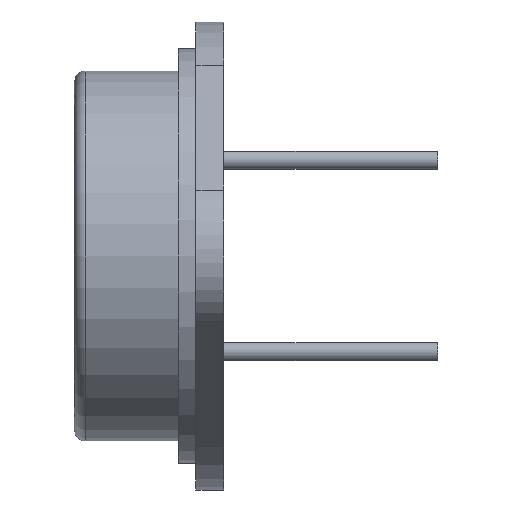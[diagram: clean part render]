
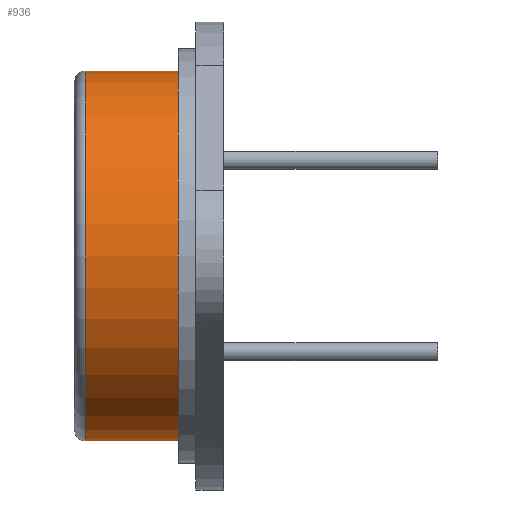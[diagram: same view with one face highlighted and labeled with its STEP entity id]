
A CAD part, left-side view. The second image highlights one B-rep face of the part: STEP entity #936.
In plain terms, the highlighted cylindrical face has radius 10.541 mm (diameter 21.082 mm), a partial arc.
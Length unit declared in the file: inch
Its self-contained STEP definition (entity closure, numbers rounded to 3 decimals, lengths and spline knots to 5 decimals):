
#11 = AXIS2_PLACEMENT_3D ( 'NONE', #680, #554, #1276 ) ;
#16 = CIRCLE ( 'NONE', #692, 0.415 ) ;
#44 = LINE ( 'NONE', #535, #537 ) ;
#58 = CARTESIAN_POINT ( 'NONE',  ( 0., 0.1025, 0. ) ) ;
#144 = EDGE_LOOP ( 'NONE', ( #644, #368, #386, #590 ) ) ;
#268 = VERTEX_POINT ( 'NONE', #773 ) ;
#278 = AXIS2_PLACEMENT_3D ( 'NONE', #756, #470, #905 ) ;
#339 = VECTOR ( 'NONE', #582, 39.37008 ) ;
#340 = DIRECTION ( 'NONE',  ( 0., -1., 0. ) ) ;
#354 = EDGE_CURVE ( 'NONE', #1122, #268, #1235, .T. ) ;
#368 = ORIENTED_EDGE ( 'NONE', *, *, #943, .T. ) ;
#386 = ORIENTED_EDGE ( 'NONE', *, *, #354, .T. ) ;
#447 = DIRECTION ( 'NONE',  ( 0., 0., 1. ) ) ;
#448 = CYLINDRICAL_SURFACE ( 'NONE', #278, 0.415 ) ;
#460 = FACE_OUTER_BOUND ( 'NONE', #144, .T. ) ;
#470 = DIRECTION ( 'NONE',  ( 0., -1., 0. ) ) ;
#535 = CARTESIAN_POINT ( 'NONE',  ( 0., 1.8438, 0.415 ) ) ;
#537 = VECTOR ( 'NONE', #340, 39.37008 ) ;
#554 = DIRECTION ( 'NONE',  ( 0., -1., 0. ) ) ;
#582 = DIRECTION ( 'NONE',  ( 0., -1., 0. ) ) ;
#590 = ORIENTED_EDGE ( 'NONE', *, *, #980, .T. ) ;
#599 = CARTESIAN_POINT ( 'NONE',  ( 0., 0.1025, 0.415 ) ) ;
#612 = VERTEX_POINT ( 'NONE', #971 ) ;
#644 = ORIENTED_EDGE ( 'NONE', *, *, #1151, .F. ) ;
#671 = DIRECTION ( 'NONE',  ( 0., 1., 0. ) ) ;
#680 = CARTESIAN_POINT ( 'NONE',  ( 0., 0.31, 0. ) ) ;
#692 = AXIS2_PLACEMENT_3D ( 'NONE', #58, #671, #447 ) ;
#756 = CARTESIAN_POINT ( 'NONE',  ( 0., 1.8438, 0. ) ) ;
#773 = CARTESIAN_POINT ( 'NONE',  ( 0., 0.1025, -0.415 ) ) ;
#788 = VERTEX_POINT ( 'NONE', #599 ) ;
#792 = CARTESIAN_POINT ( 'NONE',  ( 0., 1.8438, -0.415 ) ) ;
#804 = CARTESIAN_POINT ( 'NONE',  ( 0., 0.31, -0.415 ) ) ;
#905 = DIRECTION ( 'NONE',  ( 0., 0., -1. ) ) ;
#915 = CIRCLE ( 'NONE', #11, 0.415 ) ;
#936 = ADVANCED_FACE ( 'NONE', ( #460 ), #448, .T. ) ;
#943 = EDGE_CURVE ( 'NONE', #612, #1122, #915, .T. ) ;
#971 = CARTESIAN_POINT ( 'NONE',  ( 0., 0.31, 0.415 ) ) ;
#980 = EDGE_CURVE ( 'NONE', #268, #788, #16, .T. ) ;
#1122 = VERTEX_POINT ( 'NONE', #804 ) ;
#1151 = EDGE_CURVE ( 'NONE', #612, #788, #44, .T. ) ;
#1235 = LINE ( 'NONE', #792, #339 ) ;
#1276 = DIRECTION ( 'NONE',  ( 0., 0., 1. ) ) ;
